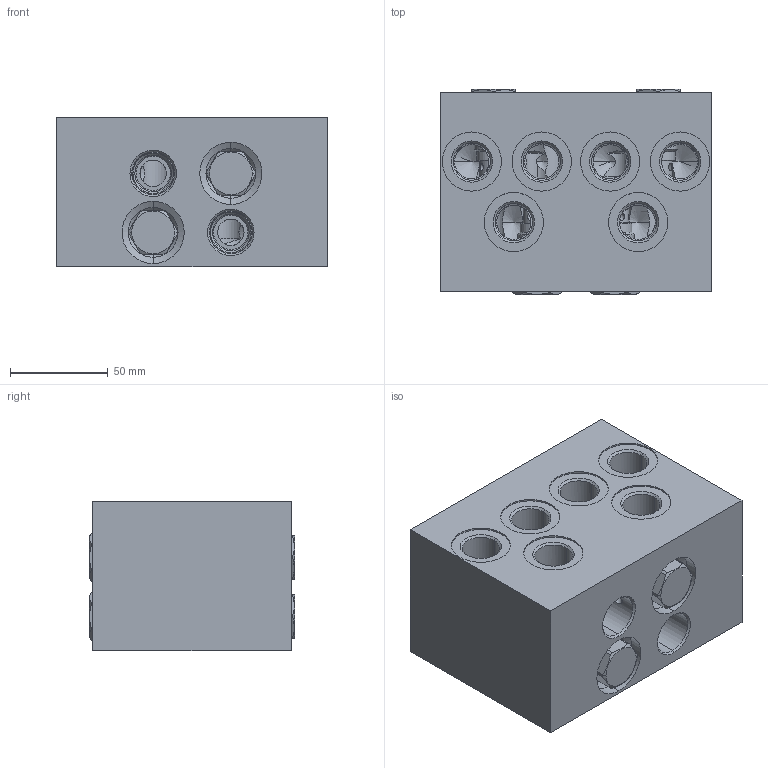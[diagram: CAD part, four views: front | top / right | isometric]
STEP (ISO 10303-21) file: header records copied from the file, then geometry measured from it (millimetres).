
FILE_DESCRIPTION((''),'2;1');
FILE_NAME('E9V_ASM','2019-09-05T',('ProEService'),(''),'PRO/ENGINEER BY PARAMETRIC TECHNOLOGY CORPORATION, 2014200','PRO/ENGINEER BY PARAMETRIC TECHNOLOGY CORPORATION, 2014200','');
FILE_SCHEMA(('CONFIG_CONTROL_DESIGN'));
Length unit declared in the file: inch
Products named in the file (3): 151-608-006; CXCDXCN; E9V_ASM
Assembly tree (5 placements, depth 2):
  E9V_ASM
    151-608-006
    CXCDXCN  x4
Bounding box: 138.13 x 104.75 x 76.2 mm (x, y, z)
Volume: 849173.7 mm3; surface area: 140331.3 mm2
Topology: 13 solids, 13 shells, 981 faces, 2982 edges, 2252 vertices
Faces by surface type: cylinder 406, cone 253, plane 186, torus 88, revolution 32, sphere 16
Entity records: 22843 total; most frequent: CARTESIAN_POINT 7570, DIRECTION 3242, ORIENTED_EDGE 2510, EDGE_CURVE 1255, AXIS2_PLACEMENT_3D 1105, VECTOR 1024, LINE 1024, VERTEX_POINT 759
